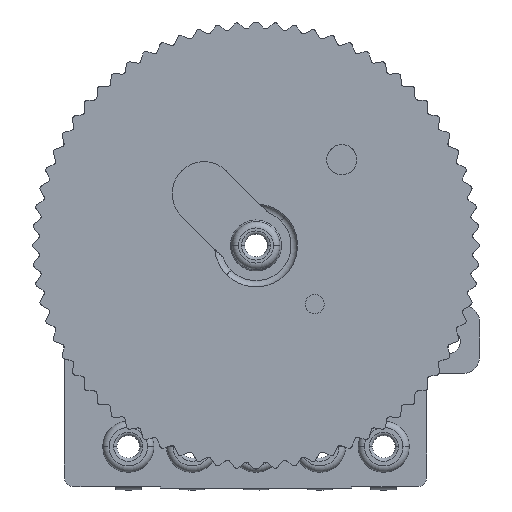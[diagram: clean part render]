
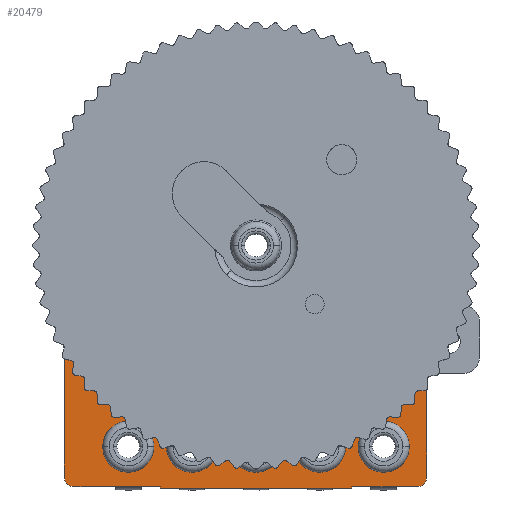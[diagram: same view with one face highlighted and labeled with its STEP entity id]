
A CAD part, top view. The second image highlights one B-rep face of the part: STEP entity #20479.
In plain terms, the highlighted planar face has unit normal (0, 0, 1).
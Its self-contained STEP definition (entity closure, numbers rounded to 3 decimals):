
#21 = EDGE_CURVE('',#22,#24,#26,.T.);
#22 = VERTEX_POINT('',#23);
#23 = CARTESIAN_POINT('',(0.8,-6.3,0.7));
#24 = VERTEX_POINT('',#25);
#25 = CARTESIAN_POINT('',(-0.8,-6.3,0.7));
#26 = CIRCLE('',#27,0.8);
#27 = AXIS2_PLACEMENT_3D('',#28,#29,#30);
#28 = CARTESIAN_POINT('',(0.,-6.3,0.7));
#29 = DIRECTION('',(0.,0.,1.));
#30 = DIRECTION('',(1.,0.,-0.));
#109 = EDGE_CURVE('',#110,#112,#114,.T.);
#110 = VERTEX_POINT('',#111);
#111 = CARTESIAN_POINT('',(2.8,-6.3,0.7));
#112 = VERTEX_POINT('',#113);
#113 = CARTESIAN_POINT('',(1.2,-6.3,0.7));
#114 = CIRCLE('',#115,0.8);
#115 = AXIS2_PLACEMENT_3D('',#116,#117,#118);
#116 = CARTESIAN_POINT('',(2.,-6.3,0.7));
#117 = DIRECTION('',(0.,0.,1.));
#118 = DIRECTION('',(1.,0.,-0.));
#284 = EDGE_CURVE('',#285,#287,#289,.T.);
#285 = VERTEX_POINT('',#286);
#286 = CARTESIAN_POINT('',(-3.2,-6.3,0.7));
#287 = VERTEX_POINT('',#288);
#288 = CARTESIAN_POINT('',(-4.8,-6.3,0.7));
#289 = CIRCLE('',#290,0.8);
#290 = AXIS2_PLACEMENT_3D('',#291,#292,#293);
#291 = CARTESIAN_POINT('',(-4.,-6.3,0.7));
#292 = DIRECTION('',(0.,0.,1.));
#293 = DIRECTION('',(1.,0.,-0.));
#2578 = EDGE_CURVE('',#2579,#2581,#2583,.T.);
#2579 = VERTEX_POINT('',#2580);
#2580 = CARTESIAN_POINT('',(4.8,-6.3,0.7));
#2581 = VERTEX_POINT('',#2582);
#2582 = CARTESIAN_POINT('',(3.2,-6.3,0.7));
#2583 = CIRCLE('',#2584,0.8);
#2584 = AXIS2_PLACEMENT_3D('',#2585,#2586,#2587);
#2585 = CARTESIAN_POINT('',(4.,-6.3,0.7));
#2586 = DIRECTION('',(0.,0.,1.));
#2587 = DIRECTION('',(1.,0.,-0.));
#2740 = EDGE_CURVE('',#2741,#2743,#2745,.T.);
#2741 = VERTEX_POINT('',#2742);
#2742 = CARTESIAN_POINT('',(-1.2,-6.3,0.7));
#2743 = VERTEX_POINT('',#2744);
#2744 = CARTESIAN_POINT('',(-2.8,-6.3,0.7));
#2745 = CIRCLE('',#2746,0.8);
#2746 = AXIS2_PLACEMENT_3D('',#2747,#2748,#2749);
#2747 = CARTESIAN_POINT('',(-2.,-6.3,0.7));
#2748 = DIRECTION('',(0.,0.,1.));
#2749 = DIRECTION('',(1.,0.,-0.));
#3898 = EDGE_CURVE('',#2743,#2741,#3899,.T.);
#3899 = CIRCLE('',#3900,0.8);
#3900 = AXIS2_PLACEMENT_3D('',#3901,#3902,#3903);
#3901 = CARTESIAN_POINT('',(-2.,-6.3,0.7));
#3902 = DIRECTION('',(0.,0.,1.));
#3903 = DIRECTION('',(1.,0.,-0.));
#5422 = EDGE_CURVE('',#2581,#2579,#5423,.T.);
#5423 = CIRCLE('',#5424,0.8);
#5424 = AXIS2_PLACEMENT_3D('',#5425,#5426,#5427);
#5425 = CARTESIAN_POINT('',(4.,-6.3,0.7));
#5426 = DIRECTION('',(0.,0.,1.));
#5427 = DIRECTION('',(1.,0.,-0.));
#5539 = VERTEX_POINT('',#5540);
#5540 = CARTESIAN_POINT('',(5.25,-1.264,0.7));
#5598 = VERTEX_POINT('',#5599);
#5599 = CARTESIAN_POINT('',(-4.777,-2.519,0.7));
#6013 = EDGE_CURVE('',#5598,#5539,#6014,.T.);
#6014 = CIRCLE('',#6015,5.4);
#6015 = AXIS2_PLACEMENT_3D('',#6016,#6017,#6018);
#6016 = CARTESIAN_POINT('',(0.,0.,0.7));
#6017 = DIRECTION('',(0.,0.,1.));
#6018 = DIRECTION('',(1.,0.,-0.));
#16080 = VERTEX_POINT('',#16081);
#16081 = CARTESIAN_POINT('',(-5.108,-2.923,0.7));
#16102 = EDGE_CURVE('',#16103,#16080,#16105,.T.);
#16103 = VERTEX_POINT('',#16104);
#16104 = CARTESIAN_POINT('',(-4.826,-2.821,0.7));
#16105 = LINE('',#16106,#16107);
#16106 = CARTESIAN_POINT('',(-4.685,-2.77,0.7));
#16107 = VECTOR('',#16108,1.);
#16108 = DIRECTION('',(-0.94,-0.342,0.));
#18024 = VERTEX_POINT('',#18025);
#18025 = CARTESIAN_POINT('',(5.25,-1.5,0.7));
#18031 = EDGE_CURVE('',#18032,#18024,#18034,.T.);
#18032 = VERTEX_POINT('',#18033);
#18033 = CARTESIAN_POINT('',(5.35,-1.5,0.7));
#18034 = LINE('',#18035,#18036);
#18035 = CARTESIAN_POINT('',(5.25,-1.5,0.7));
#18036 = VECTOR('',#18037,1.);
#18037 = DIRECTION('',(-1.,-0.,-0.));
#18069 = EDGE_CURVE('',#18070,#18032,#18072,.T.);
#18070 = VERTEX_POINT('',#18071);
#18071 = CARTESIAN_POINT('',(5.35,-7.25,0.7));
#18072 = LINE('',#18073,#18074);
#18073 = CARTESIAN_POINT('',(5.35,-1.5,0.7));
#18074 = VECTOR('',#18075,1.);
#18075 = DIRECTION('',(0.,1.,-0.));
#18101 = EDGE_CURVE('',#18102,#18070,#18104,.T.);
#18102 = VERTEX_POINT('',#18103);
#18103 = CARTESIAN_POINT('',(5.05,-7.55,0.7));
#18104 = CIRCLE('',#18105,0.3);
#18105 = AXIS2_PLACEMENT_3D('',#18106,#18107,#18108);
#18106 = CARTESIAN_POINT('',(5.05,-7.25,0.7));
#18107 = DIRECTION('',(0.,0.,1.));
#18108 = DIRECTION('',(1.,0.,-0.));
#18133 = EDGE_CURVE('',#18134,#18102,#18136,.T.);
#18134 = VERTEX_POINT('',#18135);
#18135 = CARTESIAN_POINT('',(3.,-7.55,0.7));
#18136 = LINE('',#18137,#18138);
#18137 = CARTESIAN_POINT('',(3.,-7.55,0.7));
#18138 = VECTOR('',#18139,1.);
#18139 = DIRECTION('',(1.,0.,0.));
#18164 = EDGE_CURVE('',#18165,#18134,#18167,.T.);
#18165 = VERTEX_POINT('',#18166);
#18166 = CARTESIAN_POINT('',(3.,-7.6,0.7));
#18167 = LINE('',#18168,#18169);
#18168 = CARTESIAN_POINT('',(3.,-7.55,0.7));
#18169 = VECTOR('',#18170,1.);
#18170 = DIRECTION('',(-0.,1.,-0.));
#18195 = EDGE_CURVE('',#18196,#18165,#18198,.T.);
#18196 = VERTEX_POINT('',#18197);
#18197 = CARTESIAN_POINT('',(-3.,-7.6,0.7));
#18198 = LINE('',#18199,#18200);
#18199 = CARTESIAN_POINT('',(-3.,-7.6,0.7));
#18200 = VECTOR('',#18201,1.);
#18201 = DIRECTION('',(1.,0.,0.));
#18226 = EDGE_CURVE('',#18227,#18196,#18229,.T.);
#18227 = VERTEX_POINT('',#18228);
#18228 = CARTESIAN_POINT('',(-3.,-7.55,0.7));
#18229 = LINE('',#18230,#18231);
#18230 = CARTESIAN_POINT('',(-3.,-7.55,0.7));
#18231 = VECTOR('',#18232,1.);
#18232 = DIRECTION('',(0.,-1.,0.));
#18257 = EDGE_CURVE('',#18258,#18227,#18260,.T.);
#18258 = VERTEX_POINT('',#18259);
#18259 = CARTESIAN_POINT('',(-5.7,-7.55,0.7));
#18260 = LINE('',#18261,#18262);
#18261 = CARTESIAN_POINT('',(-5.7,-7.55,0.7));
#18262 = VECTOR('',#18263,1.);
#18263 = DIRECTION('',(1.,0.,0.));
#18289 = EDGE_CURVE('',#18290,#18258,#18292,.T.);
#18290 = VERTEX_POINT('',#18291);
#18291 = CARTESIAN_POINT('',(-6.,-7.25,0.7));
#18292 = CIRCLE('',#18293,0.3);
#18293 = AXIS2_PLACEMENT_3D('',#18294,#18295,#18296);
#18294 = CARTESIAN_POINT('',(-5.7,-7.25,0.7));
#18295 = DIRECTION('',(0.,0.,1.));
#18296 = DIRECTION('',(-1.,0.,0.));
#18321 = EDGE_CURVE('',#18322,#18290,#18324,.T.);
#18322 = VERTEX_POINT('',#18323);
#18323 = CARTESIAN_POINT('',(-6.,-3.248,0.7));
#18324 = LINE('',#18325,#18326);
#18325 = CARTESIAN_POINT('',(-6.,-3.248,0.7));
#18326 = VECTOR('',#18327,1.);
#18327 = DIRECTION('',(0.,-1.,0.));
#18345 = EDGE_CURVE('',#18346,#16103,#18348,.T.);
#18346 = VERTEX_POINT('',#18347);
#18347 = CARTESIAN_POINT('',(-4.685,-2.77,0.7));
#18348 = LINE('',#18349,#18350);
#18349 = CARTESIAN_POINT('',(-4.685,-2.77,0.7));
#18350 = VECTOR('',#18351,1.);
#18351 = DIRECTION('',(-0.94,-0.342,0.));
#18552 = EDGE_CURVE('',#18024,#5539,#18553,.T.);
#18553 = LINE('',#18554,#18555);
#18554 = CARTESIAN_POINT('',(5.25,-0.5,0.7));
#18555 = VECTOR('',#18556,1.);
#18556 = DIRECTION('',(-0.,1.,-0.));
#18679 = EDGE_CURVE('',#16080,#18322,#18680,.T.);
#18680 = LINE('',#18681,#18682);
#18681 = CARTESIAN_POINT('',(-4.685,-2.77,0.7));
#18682 = VECTOR('',#18683,1.);
#18683 = DIRECTION('',(-0.94,-0.342,0.));
#18695 = EDGE_CURVE('',#5598,#18346,#18696,.T.);
#18696 = LINE('',#18697,#18698);
#18697 = CARTESIAN_POINT('',(-5.369,-0.89,0.7));
#18698 = VECTOR('',#18699,1.);
#18699 = DIRECTION('',(0.342,-0.94,0.));
#19490 = EDGE_CURVE('',#287,#285,#19491,.T.);
#19491 = CIRCLE('',#19492,0.8);
#19492 = AXIS2_PLACEMENT_3D('',#19493,#19494,#19495);
#19493 = CARTESIAN_POINT('',(-4.,-6.3,0.7));
#19494 = DIRECTION('',(0.,0.,1.));
#19495 = DIRECTION('',(1.,0.,-0.));
#20333 = EDGE_CURVE('',#112,#110,#20334,.T.);
#20334 = CIRCLE('',#20335,0.8);
#20335 = AXIS2_PLACEMENT_3D('',#20336,#20337,#20338);
#20336 = CARTESIAN_POINT('',(2.,-6.3,0.7));
#20337 = DIRECTION('',(0.,0.,1.));
#20338 = DIRECTION('',(1.,0.,-0.));
#20479 = ADVANCED_FACE('',(#20480,#20484,#20488,#20506,#20510,#20514),
  #20524,.T.);
#20480 = FACE_BOUND('',#20481,.T.);
#20481 = EDGE_LOOP('',(#20482,#20483));
#20482 = ORIENTED_EDGE('',*,*,#109,.F.);
#20483 = ORIENTED_EDGE('',*,*,#20333,.F.);
#20484 = FACE_BOUND('',#20485,.T.);
#20485 = EDGE_LOOP('',(#20486,#20487));
#20486 = ORIENTED_EDGE('',*,*,#284,.F.);
#20487 = ORIENTED_EDGE('',*,*,#19490,.F.);
#20488 = FACE_BOUND('',#20489,.T.);
#20489 = EDGE_LOOP('',(#20490,#20491,#20492,#20493,#20494,#20495,#20496,
    #20497,#20498,#20499,#20500,#20501,#20502,#20503,#20504,#20505));
#20490 = ORIENTED_EDGE('',*,*,#6013,.F.);
#20491 = ORIENTED_EDGE('',*,*,#18695,.T.);
#20492 = ORIENTED_EDGE('',*,*,#18345,.T.);
#20493 = ORIENTED_EDGE('',*,*,#16102,.T.);
#20494 = ORIENTED_EDGE('',*,*,#18679,.T.);
#20495 = ORIENTED_EDGE('',*,*,#18321,.T.);
#20496 = ORIENTED_EDGE('',*,*,#18289,.T.);
#20497 = ORIENTED_EDGE('',*,*,#18257,.T.);
#20498 = ORIENTED_EDGE('',*,*,#18226,.T.);
#20499 = ORIENTED_EDGE('',*,*,#18195,.T.);
#20500 = ORIENTED_EDGE('',*,*,#18164,.T.);
#20501 = ORIENTED_EDGE('',*,*,#18133,.T.);
#20502 = ORIENTED_EDGE('',*,*,#18101,.T.);
#20503 = ORIENTED_EDGE('',*,*,#18069,.T.);
#20504 = ORIENTED_EDGE('',*,*,#18031,.T.);
#20505 = ORIENTED_EDGE('',*,*,#18552,.T.);
#20506 = FACE_BOUND('',#20507,.T.);
#20507 = EDGE_LOOP('',(#20508,#20509));
#20508 = ORIENTED_EDGE('',*,*,#2578,.F.);
#20509 = ORIENTED_EDGE('',*,*,#5422,.F.);
#20510 = FACE_BOUND('',#20511,.T.);
#20511 = EDGE_LOOP('',(#20512,#20513));
#20512 = ORIENTED_EDGE('',*,*,#2740,.F.);
#20513 = ORIENTED_EDGE('',*,*,#3898,.F.);
#20514 = FACE_BOUND('',#20515,.T.);
#20515 = EDGE_LOOP('',(#20516,#20517));
#20516 = ORIENTED_EDGE('',*,*,#21,.F.);
#20517 = ORIENTED_EDGE('',*,*,#20518,.F.);
#20518 = EDGE_CURVE('',#24,#22,#20519,.T.);
#20519 = CIRCLE('',#20520,0.8);
#20520 = AXIS2_PLACEMENT_3D('',#20521,#20522,#20523);
#20521 = CARTESIAN_POINT('',(0.,-6.3,0.7));
#20522 = DIRECTION('',(0.,0.,1.));
#20523 = DIRECTION('',(1.,0.,-0.));
#20524 = PLANE('',#20525);
#20525 = AXIS2_PLACEMENT_3D('',#20526,#20527,#20528);
#20526 = CARTESIAN_POINT('',(5.05,-7.25,0.7));
#20527 = DIRECTION('',(0.,0.,1.));
#20528 = DIRECTION('',(1.,0.,-0.));
